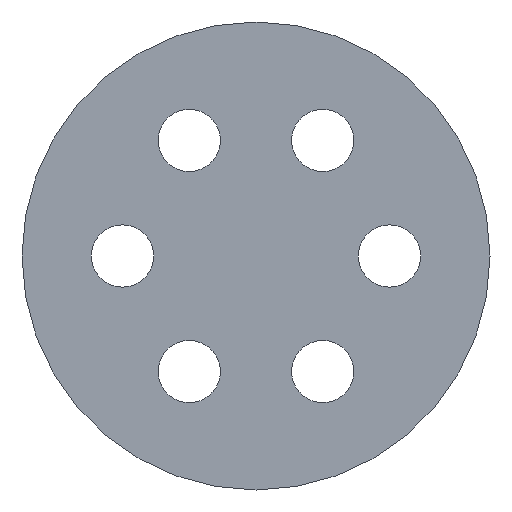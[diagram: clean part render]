
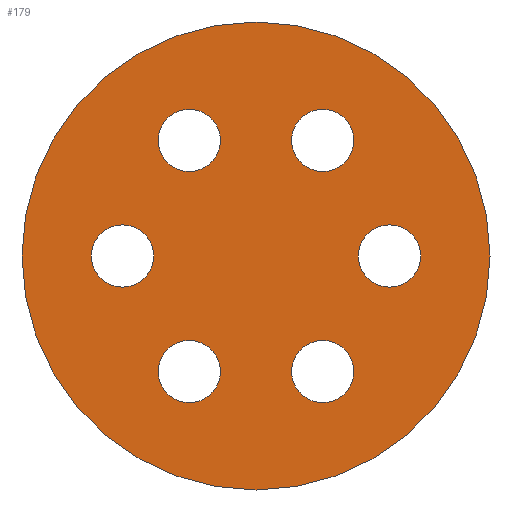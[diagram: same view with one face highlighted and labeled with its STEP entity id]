
A CAD part, front view. The second image highlights one B-rep face of the part: STEP entity #179.
In plain terms, the highlighted planar face has unit normal (0, -1, 0).
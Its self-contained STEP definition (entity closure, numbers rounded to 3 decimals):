
#21=FACE_BOUND('',#53,.T.);
#22=FACE_BOUND('',#54,.T.);
#23=FACE_BOUND('',#55,.T.);
#24=FACE_BOUND('',#56,.T.);
#25=FACE_BOUND('',#57,.T.);
#26=FACE_BOUND('',#58,.T.);
#28=PLANE('',#225);
#37=FACE_OUTER_BOUND('',#52,.T.);
#52=EDGE_LOOP('',(#157));
#53=EDGE_LOOP('',(#158));
#54=EDGE_LOOP('',(#159));
#55=EDGE_LOOP('',(#160));
#56=EDGE_LOOP('',(#161));
#57=EDGE_LOOP('',(#162));
#58=EDGE_LOOP('',(#163));
#74=CIRCLE('',#205,3.5);
#76=CIRCLE('',#208,3.5);
#78=CIRCLE('',#211,3.5);
#80=CIRCLE('',#214,3.5);
#82=CIRCLE('',#217,3.5);
#84=CIRCLE('',#220,3.5);
#86=CIRCLE('',#223,26.3);
#88=VERTEX_POINT('',#285);
#90=VERTEX_POINT('',#291);
#92=VERTEX_POINT('',#297);
#94=VERTEX_POINT('',#303);
#96=VERTEX_POINT('',#309);
#98=VERTEX_POINT('',#315);
#100=VERTEX_POINT('',#321);
#103=EDGE_CURVE('',#88,#88,#74,.T.);
#106=EDGE_CURVE('',#90,#90,#76,.T.);
#109=EDGE_CURVE('',#92,#92,#78,.T.);
#112=EDGE_CURVE('',#94,#94,#80,.T.);
#115=EDGE_CURVE('',#96,#96,#82,.T.);
#118=EDGE_CURVE('',#98,#98,#84,.T.);
#121=EDGE_CURVE('',#100,#100,#86,.T.);
#157=ORIENTED_EDGE('',*,*,#121,.F.);
#158=ORIENTED_EDGE('',*,*,#118,.F.);
#159=ORIENTED_EDGE('',*,*,#115,.F.);
#160=ORIENTED_EDGE('',*,*,#112,.F.);
#161=ORIENTED_EDGE('',*,*,#109,.F.);
#162=ORIENTED_EDGE('',*,*,#106,.F.);
#163=ORIENTED_EDGE('',*,*,#103,.F.);
#179=ADVANCED_FACE('',(#37,#21,#22,#23,#24,#25,#26),#28,.F.);
#205=AXIS2_PLACEMENT_3D('',#287,#233,#234);
#208=AXIS2_PLACEMENT_3D('',#293,#240,#241);
#211=AXIS2_PLACEMENT_3D('',#299,#247,#248);
#214=AXIS2_PLACEMENT_3D('',#305,#254,#255);
#217=AXIS2_PLACEMENT_3D('',#311,#261,#262);
#220=AXIS2_PLACEMENT_3D('',#317,#268,#269);
#223=AXIS2_PLACEMENT_3D('',#323,#275,#276);
#225=AXIS2_PLACEMENT_3D('',#325,#279,#280);
#233=DIRECTION('center_axis',(0.,-1.,0.));
#234=DIRECTION('ref_axis',(1.,0.,0.));
#240=DIRECTION('center_axis',(0.,-1.,0.));
#241=DIRECTION('ref_axis',(1.,0.,0.));
#247=DIRECTION('center_axis',(0.,-1.,0.));
#248=DIRECTION('ref_axis',(1.,0.,0.));
#254=DIRECTION('center_axis',(0.,-1.,0.));
#255=DIRECTION('ref_axis',(1.,0.,0.));
#261=DIRECTION('center_axis',(0.,-1.,0.));
#262=DIRECTION('ref_axis',(1.,0.,0.));
#268=DIRECTION('center_axis',(0.,-1.,0.));
#269=DIRECTION('ref_axis',(1.,0.,0.));
#275=DIRECTION('center_axis',(0.,1.,0.));
#276=DIRECTION('ref_axis',(-1.,0.,0.));
#279=DIRECTION('center_axis',(0.,1.,0.));
#280=DIRECTION('ref_axis',(0.,0.,1.));
#285=CARTESIAN_POINT('',(-18.5,0.,0.));
#287=CARTESIAN_POINT('Origin',(-15.,0.,0.));
#291=CARTESIAN_POINT('',(-11.,0.,12.99));
#293=CARTESIAN_POINT('Origin',(-7.5,0.,12.99));
#297=CARTESIAN_POINT('',(4.,0.,12.99));
#299=CARTESIAN_POINT('Origin',(7.5,0.,12.99));
#303=CARTESIAN_POINT('',(11.5,0.,0.));
#305=CARTESIAN_POINT('Origin',(15.,0.,0.));
#309=CARTESIAN_POINT('',(4.,0.,-12.99));
#311=CARTESIAN_POINT('Origin',(7.5,0.,-12.99));
#315=CARTESIAN_POINT('',(-11.,0.,-12.99));
#317=CARTESIAN_POINT('Origin',(-7.5,0.,-12.99));
#321=CARTESIAN_POINT('',(26.3,0.,0.));
#323=CARTESIAN_POINT('Origin',(0.,0.,0.));
#325=CARTESIAN_POINT('Origin',(0.,0.,0.));
